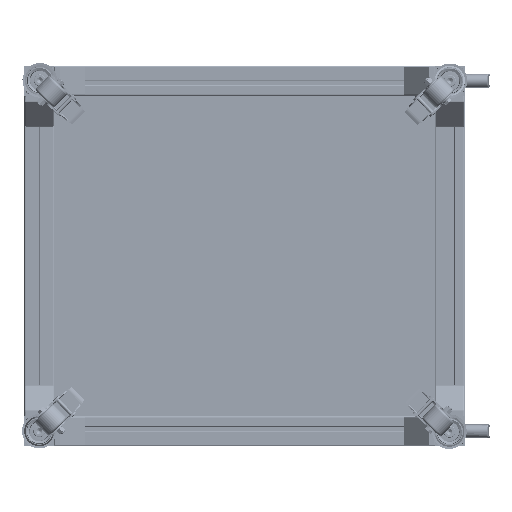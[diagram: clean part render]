
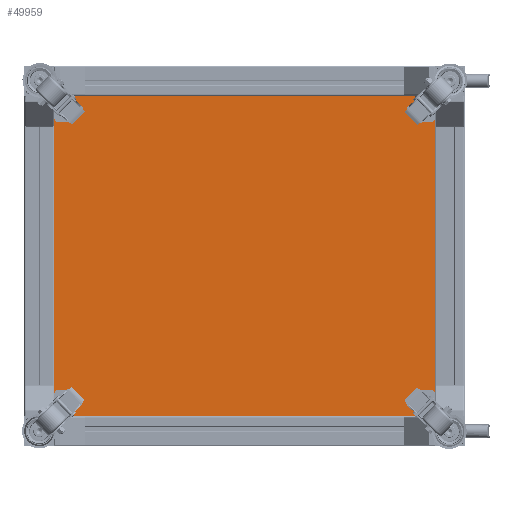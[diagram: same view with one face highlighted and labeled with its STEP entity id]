
A CAD part, front view. The second image highlights one B-rep face of the part: STEP entity #49959.
In plain terms, the highlighted face is planar.
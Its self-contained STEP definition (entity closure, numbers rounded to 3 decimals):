
#97 = ORIENTED_EDGE ( 'NONE', *, *, #40716, .F. ) ;
#340 = AXIS2_PLACEMENT_3D ( 'NONE', #49804, #10497, #20771 ) ;
#717 = DIRECTION ( 'NONE',  ( 0., 1., 0. ) ) ;
#2603 = DIRECTION ( 'NONE',  ( -1., 0., 0. ) ) ;
#3271 = LINE ( 'NONE', #38936, #57134 ) ;
#4522 = VERTEX_POINT ( 'NONE', #42774 ) ;
#9930 = CARTESIAN_POINT ( 'NONE',  ( -505., 485., 0. ) ) ;
#10497 = DIRECTION ( 'NONE',  ( 0., 0., 1. ) ) ;
#11070 = LINE ( 'NONE', #46375, #47390 ) ;
#11332 = VECTOR ( 'NONE', #30473, 1000. ) ;
#20446 = PLANE ( 'NONE',  #340 ) ;
#20771 = DIRECTION ( 'NONE',  ( 1., 0., 0. ) ) ;
#21466 = LINE ( 'NONE', #62138, #11332 ) ;
#25185 = ORIENTED_EDGE ( 'NONE', *, *, #64445, .F. ) ;
#25368 = DIRECTION ( 'NONE',  ( 0., -1., 0. ) ) ;
#25443 = FACE_OUTER_BOUND ( 'NONE', #63558, .T. ) ;
#25587 = CARTESIAN_POINT ( 'NONE',  ( -505., -20., 0. ) ) ;
#30473 = DIRECTION ( 'NONE',  ( 1., 0., 0. ) ) ;
#35061 = ORIENTED_EDGE ( 'NONE', *, *, #43825, .F. ) ;
#36816 = VECTOR ( 'NONE', #25368, 1000. ) ;
#37547 = CARTESIAN_POINT ( 'NONE',  ( 0., -20., 0. ) ) ;
#38936 = CARTESIAN_POINT ( 'NONE',  ( 0., 485., 0. ) ) ;
#39253 = VERTEX_POINT ( 'NONE', #48949 ) ;
#40716 = EDGE_CURVE ( 'NONE', #44031, #4522, #61246, .T. ) ;
#42237 = EDGE_CURVE ( 'NONE', #53256, #39253, #11070, .T. ) ;
#42774 = CARTESIAN_POINT ( 'NONE',  ( -505., -20., 0. ) ) ;
#43825 = EDGE_CURVE ( 'NONE', #39253, #44031, #3271, .T. ) ;
#44031 = VERTEX_POINT ( 'NONE', #9930 ) ;
#46375 = CARTESIAN_POINT ( 'NONE',  ( 0., -20., 0. ) ) ;
#47390 = VECTOR ( 'NONE', #717, 1000. ) ;
#48949 = CARTESIAN_POINT ( 'NONE',  ( 0., 485., 0. ) ) ;
#49804 = CARTESIAN_POINT ( 'NONE',  ( 0., 0., 0. ) ) ;
#49959 = ADVANCED_FACE ( 'NONE', ( #25443 ), #20446, .F. ) ;
#53256 = VERTEX_POINT ( 'NONE', #37547 ) ;
#54434 = ORIENTED_EDGE ( 'NONE', *, *, #42237, .F. ) ;
#57134 = VECTOR ( 'NONE', #2603, 1000. ) ;
#61246 = LINE ( 'NONE', #25587, #36816 ) ;
#62138 = CARTESIAN_POINT ( 'NONE',  ( 0., -20., 0. ) ) ;
#63558 = EDGE_LOOP ( 'NONE', ( #54434, #25185, #97, #35061 ) ) ;
#64445 = EDGE_CURVE ( 'NONE', #4522, #53256, #21466, .T. ) ;
